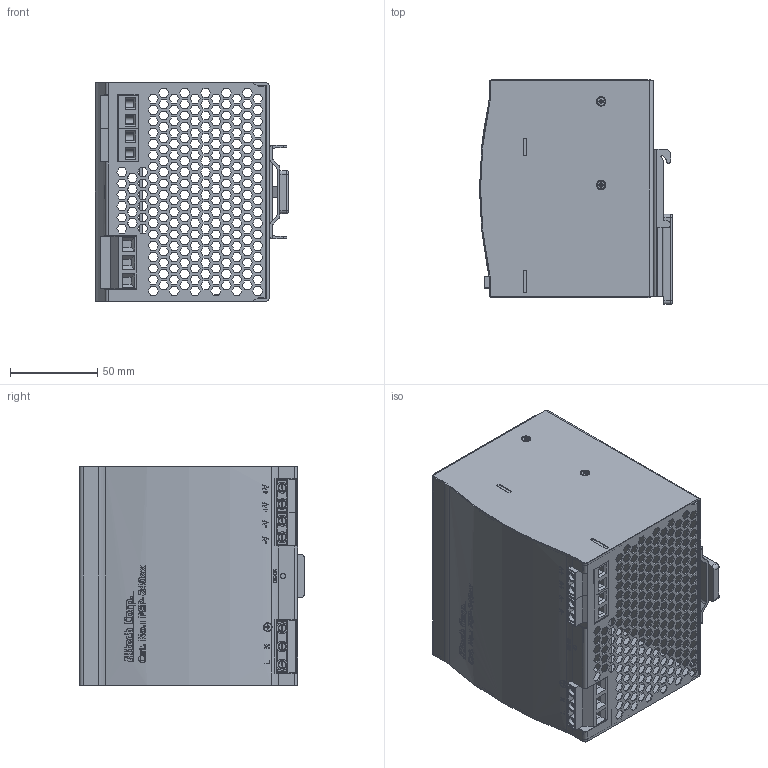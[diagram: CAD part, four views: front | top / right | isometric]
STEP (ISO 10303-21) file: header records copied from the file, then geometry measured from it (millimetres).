
FILE_DESCRIPTION((''),'2;1');
FILE_NAME('PSP240.stp','2007-07-24T09:31:20',('Philipp'),(''),'Autodesk Inventor 2008','Autodesk Inventor 2008','');
FILE_SCHEMA(('AUTOMOTIVE_DESIGN { 1 0 10303 214 1 1 1 1 }'));
Length unit declared in the file: millimetre
Products named in the file (10): PSP240; Sheetmetall_inside; Sheetmetall_outside; PCB; PC_board; Terminalblock3; Terminalblock2; railmount; BS 4183  Cross Recessed Flat Countersunk Head Machine Screw  - Metric M2.5 x 4; ISO 1207 M 2.5 x 3
Assembly tree (29 placements, depth 3):
  PSP240
    Sheetmetall_inside
    Sheetmetall_outside
    PCB
      PC_board
      Terminalblock3
      Terminalblock2  x2
    railmount
    BS 4183  Cross Recessed Flat Countersunk Head Machine Screw  - Metric M2.5 x 4  x14
    ISO 1207 M 2.5 x 3  x7
Bounding box: 110.9 x 129.1 x 125.5 mm (x, y, z)
Volume: 132498.9 mm3; surface area: 196557.3 mm2
Topology: 28 solids, 28 shells, 4560 faces, 13102 edges, 8673 vertices
Faces by surface type: plane 3722, cylinder 341, cone 245, bspline 179, torus 73
Full cylindrical faces by diameter (mm): 1.948 x14, 2.224 x7, 2.4 x2, 2.5 x21, 4 x4, 4.45 x14, 4.6 x1, 4.8 x3, 4.9 x1
Entity records: 133075 total; most frequent: CARTESIAN_POINT 28631, ORIENTED_EDGE 22634, DIRECTION 18908, EDGE_CURVE 11317, VECTOR 10068, LINE 10068, VERTEX_POINT 7561, EDGE_LOOP 5016
